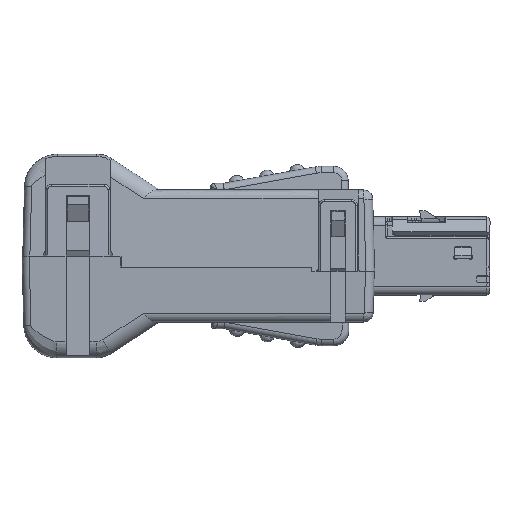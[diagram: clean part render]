
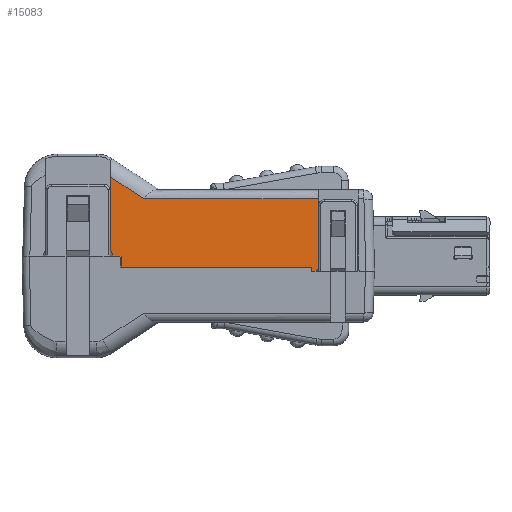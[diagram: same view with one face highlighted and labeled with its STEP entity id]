
A CAD part, left-side view. The second image highlights one B-rep face of the part: STEP entity #15083.
In plain terms, the highlighted planar face has unit normal (-1, 0, 0.026).
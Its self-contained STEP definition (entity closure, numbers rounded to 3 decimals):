
#9062=CARTESIAN_POINT('',(-5.2,16.365,2.125));
#9063=VERTEX_POINT('',#9062);
#9165=CARTESIAN_POINT('',(-5.174,33.665,3.125));
#9166=VERTEX_POINT('',#9165);
#13187=CARTESIAN_POINT('',(-5.174,34.235,3.125));
#13188=VERTEX_POINT('',#13187);
#13189=CARTESIAN_POINT('',(-5.174,34.235,3.125));
#13190=DIRECTION('',(0.,-1.,0.));
#13191=VECTOR('',#13190,0.57);
#13192=LINE('',#13189,#13191);
#13193=EDGE_CURVE('',#13188,#9166,#13192,.T.);
#13597=CARTESIAN_POINT('',(-5.2,33.5,2.125));
#13598=VERTEX_POINT('',#13597);
#13599=CARTESIAN_POINT('',(-5.2,33.5,2.125));
#13600=DIRECTION('',(0.,-1.,0.));
#13601=VECTOR('',#13600,17.135);
#13602=LINE('',#13599,#13601);
#13603=EDGE_CURVE('',#13598,#9063,#13602,.T.);
#14982=CARTESIAN_POINT('',(-5.094,26.56,6.156));
#14983=DIRECTION('',(0.,-1.,0.));
#14984=DIRECTION('',(-1.,0.,0.026));
#14985=AXIS2_PLACEMENT_3D('',#14982,#14984,#14983);
#14986=PLANE('',#14985);
#14987=ORIENTED_EDGE('',*,*,#13193,.T.);
#14988=CARTESIAN_POINT('',(-5.174,33.5,3.125));
#14989=VERTEX_POINT('',#14988);
#14990=CARTESIAN_POINT('',(-5.174,33.665,3.125));
#14991=DIRECTION('',(0.,-1.,0.));
#14992=VECTOR('',#14991,0.165);
#14993=LINE('',#14990,#14992);
#14994=EDGE_CURVE('',#9166,#14989,#14993,.T.);
#14995=ORIENTED_EDGE('',*,*,#14994,.T.);
#14996=CARTESIAN_POINT('',(-5.2,33.5,2.125));
#14997=DIRECTION('',(0.026,0.,1.));
#14998=VECTOR('',#14997,1.);
#14999=LINE('',#14996,#14998);
#15000=EDGE_CURVE('',#13598,#14989,#14999,.T.);
#15001=ORIENTED_EDGE('',*,*,#15000,.F.);
#15002=ORIENTED_EDGE('',*,*,#13603,.T.);
#15003=CARTESIAN_POINT('',(-5.2,16.2,2.125));
#15004=VERTEX_POINT('',#15003);
#15005=CARTESIAN_POINT('',(-5.2,16.2,2.125));
#15006=DIRECTION('',(0.,1.,0.));
#15007=VECTOR('',#15006,0.165);
#15008=LINE('',#15005,#15007);
#15009=EDGE_CURVE('',#15004,#9063,#15008,.T.);
#15010=ORIENTED_EDGE('',*,*,#15009,.F.);
#15011=CARTESIAN_POINT('',(-5.208,16.2,1.825));
#15012=VERTEX_POINT('',#15011);
#15013=CARTESIAN_POINT('',(-5.208,16.2,1.825));
#15014=DIRECTION('',(0.026,0.,1.));
#15015=VECTOR('',#15014,0.3);
#15016=LINE('',#15013,#15015);
#15017=EDGE_CURVE('',#15012,#15004,#15016,.T.);
#15018=ORIENTED_EDGE('',*,*,#15017,.F.);
#15019=CARTESIAN_POINT('',(-5.21,16.1,1.725));
#15020=VERTEX_POINT('',#15019);
#15021=CARTESIAN_POINT('',(-5.208,16.2,1.825));
#15022=DIRECTION('',(-0.019,-0.707,-0.707));
#15023=VECTOR('',#15022,0.141);
#15024=LINE('',#15021,#15023);
#15025=EDGE_CURVE('',#15012,#15020,#15024,.T.);
#15026=ORIENTED_EDGE('',*,*,#15025,.T.);
#15027=CARTESIAN_POINT('',(-5.21,15.815,1.725));
#15028=VERTEX_POINT('',#15027);
#15029=CARTESIAN_POINT('',(-5.21,16.1,1.725));
#15030=DIRECTION('',(0.,-1.,0.));
#15031=VECTOR('',#15030,0.285);
#15032=LINE('',#15029,#15031);
#15033=EDGE_CURVE('',#15020,#15028,#15032,.T.);
#15034=ORIENTED_EDGE('',*,*,#15033,.T.);
#15035=CARTESIAN_POINT('',(-5.203,15.615,2.025));
#15036=VERTEX_POINT('',#15035);
#15037=CARTESIAN_POINT('',(-5.21,15.815,1.725));
#15038=DIRECTION('',(0.022,-0.555,0.832));
#15039=VECTOR('',#15038,0.361);
#15040=LINE('',#15037,#15039);
#15041=EDGE_CURVE('',#15028,#15036,#15040,.T.);
#15042=ORIENTED_EDGE('',*,*,#15041,.T.);
#15043=CARTESIAN_POINT('',(-5.037,15.615,8.346));
#15044=VERTEX_POINT('',#15043);
#15045=CARTESIAN_POINT('',(-5.203,15.615,2.025));
#15046=DIRECTION('',(0.026,0.,1.));
#15047=VECTOR('',#15046,6.323);
#15048=LINE('',#15045,#15047);
#15049=EDGE_CURVE('',#15036,#15044,#15048,.T.);
#15050=ORIENTED_EDGE('',*,*,#15049,.T.);
#15051=CARTESIAN_POINT('',(-5.037,31.493,8.346));
#15052=VERTEX_POINT('',#15051);
#15053=CARTESIAN_POINT('',(-5.037,15.615,8.346));
#15054=DIRECTION('',(0.,1.,0.));
#15055=VECTOR('',#15054,15.878);
#15056=LINE('',#15053,#15055);
#15057=EDGE_CURVE('',#15044,#15052,#15056,.T.);
#15058=ORIENTED_EDGE('',*,*,#15057,.T.);
#15059=CARTESIAN_POINT('',(-4.986,34.485,10.29));
#15060=VERTEX_POINT('',#15059);
#15061=CARTESIAN_POINT('',(-5.037,31.493,8.346));
#15062=DIRECTION('',(0.014,0.838,0.545));
#15063=VECTOR('',#15062,3.568);
#15064=LINE('',#15061,#15063);
#15065=EDGE_CURVE('',#15052,#15060,#15064,.T.);
#15066=ORIENTED_EDGE('',*,*,#15065,.T.);
#15067=CARTESIAN_POINT('',(-5.161,34.485,3.625));
#15068=VERTEX_POINT('',#15067);
#15069=CARTESIAN_POINT('',(-4.986,34.485,10.29));
#15070=DIRECTION('',(-0.026,0.,-1.));
#15071=VECTOR('',#15070,6.668);
#15072=LINE('',#15069,#15071);
#15073=EDGE_CURVE('',#15060,#15068,#15072,.T.);
#15074=ORIENTED_EDGE('',*,*,#15073,.T.);
#15075=CARTESIAN_POINT('',(-5.161,34.485,3.625));
#15076=DIRECTION('',(-0.023,-0.447,-0.894));
#15077=VECTOR('',#15076,0.559);
#15078=LINE('',#15075,#15077);
#15079=EDGE_CURVE('',#15068,#13188,#15078,.T.);
#15080=ORIENTED_EDGE('',*,*,#15079,.T.);
#15081=EDGE_LOOP('',(#14987,#14995,#15001,#15002,#15010,#15018,#15026,#15034,#15042,#15050,#15058,#15066,#15074,#15080));
#15082=FACE_OUTER_BOUND('',#15081,.T.);
#15083=ADVANCED_FACE('',(#15082),#14986,.T.);
